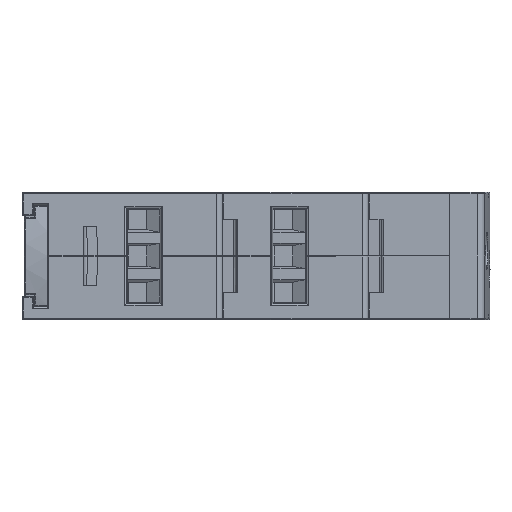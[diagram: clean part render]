
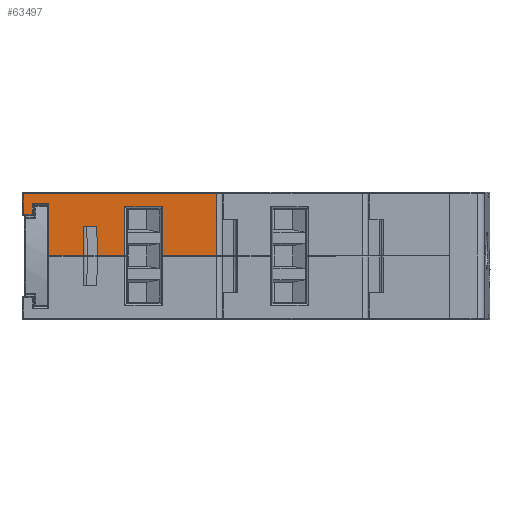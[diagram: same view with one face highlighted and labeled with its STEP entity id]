
A CAD part, front view. The second image highlights one B-rep face of the part: STEP entity #63497.
In plain terms, the highlighted planar face has unit normal (0, -1, 0).
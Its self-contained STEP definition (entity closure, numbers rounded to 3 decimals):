
#995 = DIRECTION ( 'NONE',  ( -0.009, 0., -1. ) ) ;
#2313 = DIRECTION ( 'NONE',  ( 1., 0., 0. ) ) ;
#3706 = ORIENTED_EDGE ( 'NONE', *, *, #45513, .T. ) ;
#4607 = DIRECTION ( 'NONE',  ( -0.009, 0., 1. ) ) ;
#4677 = FACE_OUTER_BOUND ( 'NONE', #33159, .T. ) ;
#5088 = LINE ( 'NONE', #28035, #10748 ) ;
#8185 = ORIENTED_EDGE ( 'NONE', *, *, #63589, .F. ) ;
#9056 = VECTOR ( 'NONE', #94616, 1000. ) ;
#10083 = VECTOR ( 'NONE', #12086, 1000. ) ;
#10170 = LINE ( 'NONE', #40265, #102428 ) ;
#10257 = CARTESIAN_POINT ( 'NONE',  ( 10.656, -58.236, 7.825 ) ) ;
#10748 = VECTOR ( 'NONE', #54998, 1000. ) ;
#11212 = DIRECTION ( 'NONE',  ( 1., 0., 0. ) ) ;
#12086 = DIRECTION ( 'NONE',  ( 0., 0., -1. ) ) ;
#12161 = ORIENTED_EDGE ( 'NONE', *, *, #114090, .T. ) ;
#12858 = CARTESIAN_POINT ( 'NONE',  ( 29.739, -58.236, 6.008 ) ) ;
#13792 = VERTEX_POINT ( 'NONE', #71813 ) ;
#14360 = CARTESIAN_POINT ( 'NONE',  ( 37.956, -58.236, 6.475 ) ) ;
#15146 = VECTOR ( 'NONE', #2313, 1000. ) ;
#15278 = DIRECTION ( 'NONE',  ( 1., 0., 0. ) ) ;
#16025 = LINE ( 'NONE', #31328, #32784 ) ;
#16647 = CARTESIAN_POINT ( 'NONE',  ( 37.956, -58.236, 3.275 ) ) ;
#18632 = CARTESIAN_POINT ( 'NONE',  ( 18.873, -58.236, 3.275 ) ) ;
#19510 = CARTESIAN_POINT ( 'NONE',  ( 37.956, -58.236, 4.975 ) ) ;
#20347 = VERTEX_POINT ( 'NONE', #109116 ) ;
#21443 = PLANE ( 'NONE',  #111383 ) ;
#21632 = CARTESIAN_POINT ( 'NONE',  ( 37.956, -58.236, -0.725 ) ) ;
#24526 = EDGE_CURVE ( 'NONE', #71860, #51138, #5088, .T. ) ;
#25604 = DIRECTION ( 'NONE',  ( -1., 0., 0. ) ) ;
#26101 = ORIENTED_EDGE ( 'NONE', *, *, #63542, .T. ) ;
#28035 = CARTESIAN_POINT ( 'NONE',  ( 11.856, -58.236, 8.025 ) ) ;
#29536 = EDGE_CURVE ( 'NONE', #13792, #71860, #40836, .T. ) ;
#29747 = VECTOR ( 'NONE', #111711, 1000. ) ;
#30346 = ORIENTED_EDGE ( 'NONE', *, *, #68945, .T. ) ;
#31328 = CARTESIAN_POINT ( 'NONE',  ( 37.156, -58.236, 8.025 ) ) ;
#32097 = CARTESIAN_POINT ( 'NONE',  ( 29.739, -58.236, 8.025 ) ) ;
#32784 = VECTOR ( 'NONE', #49638, 1000. ) ;
#33159 = EDGE_LOOP ( 'NONE', ( #3706, #35279, #12161, #74906, #78850, #50463, #26101, #50469, #76893, #41221, #40890, #8185, #109931, #77595, #30346, #55074 ) ) ;
#34219 = EDGE_CURVE ( 'NONE', #82159, #13792, #114934, .T. ) ;
#34968 = EDGE_CURVE ( 'NONE', #106917, #94613, #101830, .T. ) ;
#35182 = DIRECTION ( 'NONE',  ( -1., 0., 0. ) ) ;
#35279 = ORIENTED_EDGE ( 'NONE', *, *, #51865, .T. ) ;
#37151 = VERTEX_POINT ( 'NONE', #98802 ) ;
#37689 = CARTESIAN_POINT ( 'NONE',  ( 14.156, -58.236, 6.475 ) ) ;
#37802 = CARTESIAN_POINT ( 'NONE',  ( 37.956, -58.236, -0.725 ) ) ;
#39045 = LINE ( 'NONE', #21632, #100618 ) ;
#39312 = VERTEX_POINT ( 'NONE', #60418 ) ;
#40265 = CARTESIAN_POINT ( 'NONE',  ( 37.956, -58.236, 6.008 ) ) ;
#40836 = LINE ( 'NONE', #19510, #110925 ) ;
#40890 = ORIENTED_EDGE ( 'NONE', *, *, #101410, .F. ) ;
#41221 = ORIENTED_EDGE ( 'NONE', *, *, #43257, .F. ) ;
#41632 = CARTESIAN_POINT ( 'NONE',  ( 20.698, -58.236, 7.874 ) ) ;
#41912 = VECTOR ( 'NONE', #35182, 1000. ) ;
#43257 = EDGE_CURVE ( 'NONE', #111297, #94613, #86015, .T. ) ;
#45513 = EDGE_CURVE ( 'NONE', #20347, #84580, #60918, .T. ) ;
#46780 = DIRECTION ( 'NONE',  ( 1., 0., 0. ) ) ;
#48244 = CARTESIAN_POINT ( 'NONE',  ( 14.156, -58.236, -0.725 ) ) ;
#49638 = DIRECTION ( 'NONE',  ( 0., 0., 1. ) ) ;
#50463 = ORIENTED_EDGE ( 'NONE', *, *, #24526, .T. ) ;
#50469 = ORIENTED_EDGE ( 'NONE', *, *, #65344, .T. ) ;
#51138 = VERTEX_POINT ( 'NONE', #60762 ) ;
#51865 = EDGE_CURVE ( 'NONE', #84580, #89746, #16025, .T. ) ;
#54436 = CARTESIAN_POINT ( 'NONE',  ( 18.916, -58.236, 8.191 ) ) ;
#54591 = VERTEX_POINT ( 'NONE', #76712 ) ;
#54998 = DIRECTION ( 'NONE',  ( 0., 0., 1. ) ) ;
#55074 = ORIENTED_EDGE ( 'NONE', *, *, #112889, .T. ) ;
#58677 = VERTEX_POINT ( 'NONE', #12858 ) ;
#59591 = CARTESIAN_POINT ( 'NONE',  ( 18.838, -58.236, -0.725 ) ) ;
#59738 = DIRECTION ( 'NONE',  ( 0., 0., 1. ) ) ;
#60418 = CARTESIAN_POINT ( 'NONE',  ( 24.572, -58.236, -0.725 ) ) ;
#60762 = CARTESIAN_POINT ( 'NONE',  ( 11.856, -58.236, 6.475 ) ) ;
#60918 = LINE ( 'NONE', #92404, #80626 ) ;
#63497 = ADVANCED_FACE ( 'NONE', ( #4677 ), #21443, .F. ) ;
#63542 = EDGE_CURVE ( 'NONE', #51138, #66782, #95429, .T. ) ;
#63589 = EDGE_CURVE ( 'NONE', #74344, #37151, #82934, .T. ) ;
#63929 = CARTESIAN_POINT ( 'NONE',  ( 37.156, -58.236, 7.825 ) ) ;
#65344 = EDGE_CURVE ( 'NONE', #66782, #106917, #106511, .T. ) ;
#65874 = CARTESIAN_POINT ( 'NONE',  ( 10.656, -58.236, 8.025 ) ) ;
#66470 = LINE ( 'NONE', #16647, #91670 ) ;
#66782 = VERTEX_POINT ( 'NONE', #37689 ) ;
#67433 = DIRECTION ( 'NONE',  ( -1., 0., 0. ) ) ;
#67577 = DIRECTION ( 'NONE',  ( 0., 0., -1. ) ) ;
#68945 = EDGE_CURVE ( 'NONE', #54591, #58677, #10170, .T. ) ;
#69714 = EDGE_CURVE ( 'NONE', #74344, #39312, #39045, .T. ) ;
#69866 = LINE ( 'NONE', #115707, #41912 ) ;
#70464 = CARTESIAN_POINT ( 'NONE',  ( 20.773, -58.236, -0.725 ) ) ;
#70547 = LINE ( 'NONE', #32097, #9056 ) ;
#71142 = CARTESIAN_POINT ( 'NONE',  ( 37.156, -58.236, -0.725 ) ) ;
#71813 = CARTESIAN_POINT ( 'NONE',  ( 10.656, -58.236, 4.975 ) ) ;
#71860 = VERTEX_POINT ( 'NONE', #110751 ) ;
#74344 = VERTEX_POINT ( 'NONE', #70464 ) ;
#74906 = ORIENTED_EDGE ( 'NONE', *, *, #34219, .T. ) ;
#76077 = DIRECTION ( 'NONE',  ( 0., 1., 0. ) ) ;
#76712 = CARTESIAN_POINT ( 'NONE',  ( 24.572, -58.236, 6.008 ) ) ;
#76893 = ORIENTED_EDGE ( 'NONE', *, *, #34968, .T. ) ;
#77595 = ORIENTED_EDGE ( 'NONE', *, *, #110665, .T. ) ;
#78850 = ORIENTED_EDGE ( 'NONE', *, *, #29536, .T. ) ;
#79916 = VECTOR ( 'NONE', #59738, 1000. ) ;
#80626 = VECTOR ( 'NONE', #11212, 1000. ) ;
#82159 = VERTEX_POINT ( 'NONE', #10257 ) ;
#82934 = LINE ( 'NONE', #41632, #91330 ) ;
#84580 = VERTEX_POINT ( 'NONE', #71142 ) ;
#85524 = CARTESIAN_POINT ( 'NONE',  ( 14.156, -58.236, 8.025 ) ) ;
#86015 = LINE ( 'NONE', #54436, #100005 ) ;
#88300 = LINE ( 'NONE', #94970, #79916 ) ;
#89746 = VERTEX_POINT ( 'NONE', #63929 ) ;
#91330 = VECTOR ( 'NONE', #4607, 1000. ) ;
#91670 = VECTOR ( 'NONE', #25604, 1000. ) ;
#91950 = DIRECTION ( 'NONE',  ( 1., 0., 0. ) ) ;
#92404 = CARTESIAN_POINT ( 'NONE',  ( 37.956, -58.236, -0.725 ) ) ;
#94613 = VERTEX_POINT ( 'NONE', #59591 ) ;
#94616 = DIRECTION ( 'NONE',  ( 0., 0., -1. ) ) ;
#94970 = CARTESIAN_POINT ( 'NONE',  ( 24.572, -58.236, 8.025 ) ) ;
#95429 = LINE ( 'NONE', #14360, #29747 ) ;
#98802 = CARTESIAN_POINT ( 'NONE',  ( 20.738, -58.236, 3.275 ) ) ;
#100005 = VECTOR ( 'NONE', #995, 1000. ) ;
#100618 = VECTOR ( 'NONE', #91950, 1000. ) ;
#101410 = EDGE_CURVE ( 'NONE', #37151, #111297, #66470, .T. ) ;
#101830 = LINE ( 'NONE', #37802, #15146 ) ;
#102428 = VECTOR ( 'NONE', #15278, 1000. ) ;
#103088 = CARTESIAN_POINT ( 'NONE',  ( 37.956, -58.236, 8.025 ) ) ;
#105010 = VECTOR ( 'NONE', #67577, 1000. ) ;
#106511 = LINE ( 'NONE', #85524, #105010 ) ;
#106917 = VERTEX_POINT ( 'NONE', #48244 ) ;
#109116 = CARTESIAN_POINT ( 'NONE',  ( 29.739, -58.236, -0.725 ) ) ;
#109931 = ORIENTED_EDGE ( 'NONE', *, *, #69714, .T. ) ;
#110665 = EDGE_CURVE ( 'NONE', #39312, #54591, #88300, .T. ) ;
#110751 = CARTESIAN_POINT ( 'NONE',  ( 11.856, -58.236, 4.975 ) ) ;
#110925 = VECTOR ( 'NONE', #46780, 1000. ) ;
#111297 = VERTEX_POINT ( 'NONE', #18632 ) ;
#111383 = AXIS2_PLACEMENT_3D ( 'NONE', #103088, #76077, #67433 ) ;
#111711 = DIRECTION ( 'NONE',  ( 1., 0., 0. ) ) ;
#112889 = EDGE_CURVE ( 'NONE', #58677, #20347, #70547, .T. ) ;
#114090 = EDGE_CURVE ( 'NONE', #89746, #82159, #69866, .T. ) ;
#114934 = LINE ( 'NONE', #65874, #10083 ) ;
#115707 = CARTESIAN_POINT ( 'NONE',  ( 37.956, -58.236, 7.825 ) ) ;
